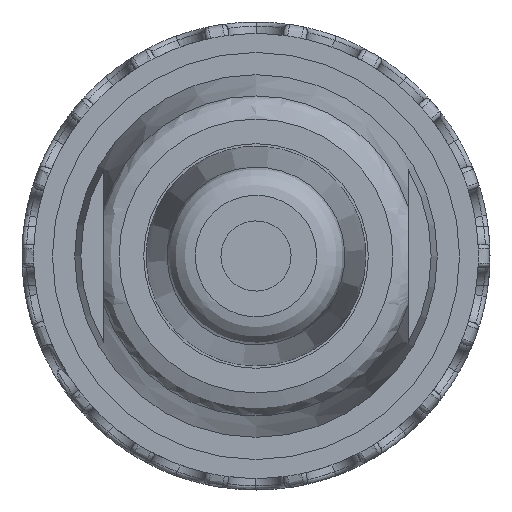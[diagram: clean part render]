
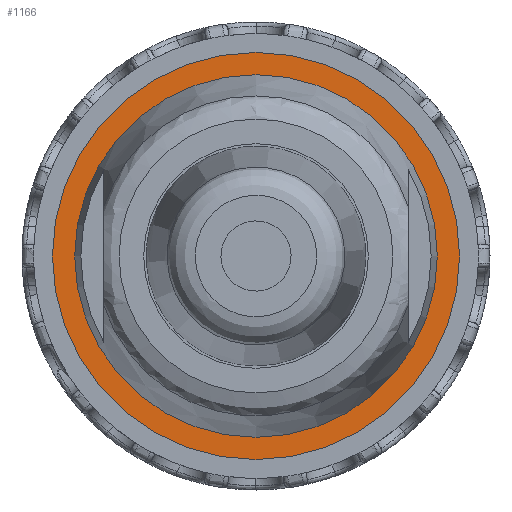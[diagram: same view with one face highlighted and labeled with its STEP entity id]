
A CAD part, front view. The second image highlights one B-rep face of the part: STEP entity #1166.
In plain terms, the highlighted planar face has unit normal (0, -1, 0).
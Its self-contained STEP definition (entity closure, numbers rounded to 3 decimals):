
#1004=FACE_BOUND('',#1971,.T.);
#1005=FACE_BOUND('',#1972,.T.);
#1166=ADVANCED_FACE('',(#1004,#1005),#1536,.T.);
#1536=PLANE('',#6468);
#1971=EDGE_LOOP('',(#2779));
#1972=EDGE_LOOP('',(#2780));
#2428=CIRCLE('',#6465,7.75);
#2429=CIRCLE('',#6467,8.7);
#2779=ORIENTED_EDGE('',*,*,#5065,.T.);
#2780=ORIENTED_EDGE('',*,*,#5066,.F.);
#4488=VERTEX_POINT('',#8598);
#4489=VERTEX_POINT('',#8601);
#5065=EDGE_CURVE('',#4488,#4488,#2428,.T.);
#5066=EDGE_CURVE('',#4489,#4489,#2429,.T.);
#6465=AXIS2_PLACEMENT_3D('',#8597,#7094,#7095);
#6467=AXIS2_PLACEMENT_3D('',#8600,#7098,#7099);
#6468=AXIS2_PLACEMENT_3D('',#8602,#7100,#7101);
#7094=DIRECTION('',(0.,1.,0.));
#7095=DIRECTION('',(0.,0.,-1.));
#7098=DIRECTION('',(0.,1.,0.));
#7099=DIRECTION('',(-1.,0.,0.));
#7100=DIRECTION('',(0.,-1.,0.));
#7101=DIRECTION('',(-1.,0.,0.));
#8597=CARTESIAN_POINT('',(0.,8.5,0.));
#8598=CARTESIAN_POINT('',(0.,8.5,-7.75));
#8600=CARTESIAN_POINT('',(0.,8.5,0.));
#8601=CARTESIAN_POINT('',(-8.7,8.5,0.));
#8602=CARTESIAN_POINT('',(9.57,8.5,9.57));
